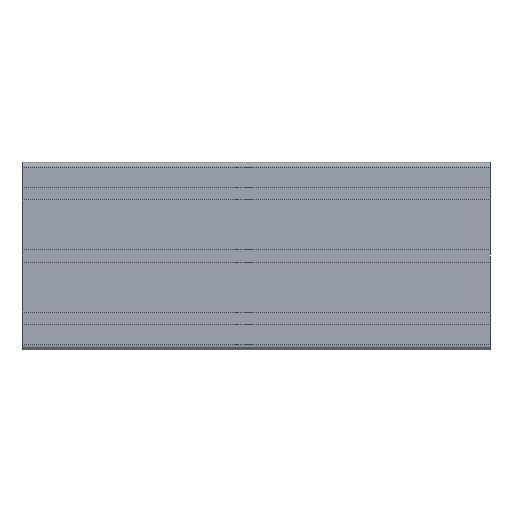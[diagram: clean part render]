
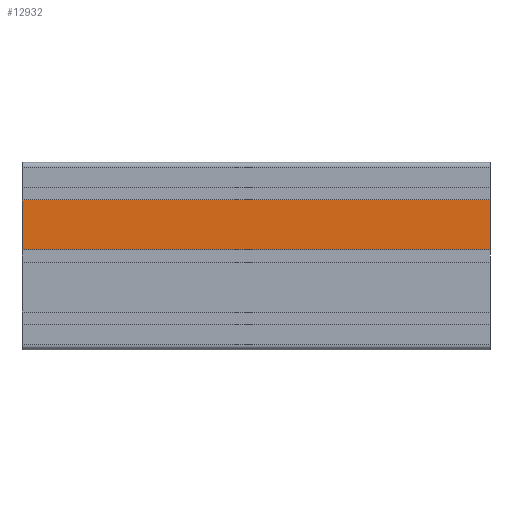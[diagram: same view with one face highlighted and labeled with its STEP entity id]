
A CAD part, left-side view. The second image highlights one B-rep face of the part: STEP entity #12932.
In plain terms, the highlighted face is planar.
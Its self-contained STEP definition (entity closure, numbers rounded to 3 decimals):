
#263 = EDGE_CURVE ( 'NONE', #5059, #5063, #6524, .T. ) ;
#266 = EDGE_CURVE ( 'NONE', #5069, #5059, #6525, .T. ) ;
#288 = EDGE_CURVE ( 'NONE', #5050, #5063, #6620, .T. ) ;
#300 = EDGE_CURVE ( 'NONE', #5069, #5050, #6609, .T. ) ;
#2502 = CARTESIAN_POINT ( 'NONE',  ( 20., 35.9, -300. ) ) ;
#2518 = CARTESIAN_POINT ( 'NONE',  ( 20., 4.1, 0. ) ) ;
#2551 = CARTESIAN_POINT ( 'NONE',  ( 20., 35.9, 0. ) ) ;
#2564 = CARTESIAN_POINT ( 'NONE',  ( 20., 4.1, -300. ) ) ;
#4198 = CARTESIAN_POINT ( 'NONE',  ( 20., 4.1, -300. ) ) ;
#4215 = DIRECTION ( 'NONE',  ( 0., 0., -1. ) ) ;
#4226 = DIRECTION ( 'NONE',  ( 1., 0., 0. ) ) ;
#4237 = PLANE ( 'NONE',  #11611 ) ;
#4241 = FACE_OUTER_BOUND ( 'NONE', #10911, .T. ) ;
#5050 = VERTEX_POINT ( 'NONE', #2518 ) ;
#5059 = VERTEX_POINT ( 'NONE', #2502 ) ;
#5063 = VERTEX_POINT ( 'NONE', #2551 ) ;
#5069 = VERTEX_POINT ( 'NONE', #2564 ) ;
#6512 = CARTESIAN_POINT ( 'NONE',  ( 20., 35.9, -300. ) ) ;
#6514 = DIRECTION ( 'NONE',  ( 0., 0., 1. ) ) ;
#6524 = LINE ( 'NONE', #6512, #8381 ) ;
#6525 = LINE ( 'NONE', #6530, #8484 ) ;
#6530 = CARTESIAN_POINT ( 'NONE',  ( 20., 4.1, -300. ) ) ;
#6531 = DIRECTION ( 'NONE',  ( 0., 1., 0. ) ) ;
#6609 = LINE ( 'NONE', #6610, #8499 ) ;
#6610 = CARTESIAN_POINT ( 'NONE',  ( 20., 4.1, -300. ) ) ;
#6620 = LINE ( 'NONE', #6633, #8462 ) ;
#6633 = CARTESIAN_POINT ( 'NONE',  ( 20., 4.1, 0. ) ) ;
#6647 = DIRECTION ( 'NONE',  ( 0., 1., 0. ) ) ;
#6667 = DIRECTION ( 'NONE',  ( 0., 0., 1. ) ) ;
#6793 = ORIENTED_EDGE ( 'NONE', *, *, #266, .T. ) ;
#6802 = ORIENTED_EDGE ( 'NONE', *, *, #300, .F. ) ;
#6806 = ORIENTED_EDGE ( 'NONE', *, *, #288, .F. ) ;
#6815 = ORIENTED_EDGE ( 'NONE', *, *, #263, .T. ) ;
#8381 = VECTOR ( 'NONE', #6514, 1000. ) ;
#8462 = VECTOR ( 'NONE', #6647, 1000. ) ;
#8484 = VECTOR ( 'NONE', #6531, 1000. ) ;
#8499 = VECTOR ( 'NONE', #6667, 1000. ) ;
#10911 = EDGE_LOOP ( 'NONE', ( #6806, #6802, #6793, #6815 ) ) ;
#11611 = AXIS2_PLACEMENT_3D ( 'NONE', #4198, #4226, #4215 ) ;
#12932 = ADVANCED_FACE ( 'PLANAR_21', ( #4241 ), #4237, .T. ) ;
